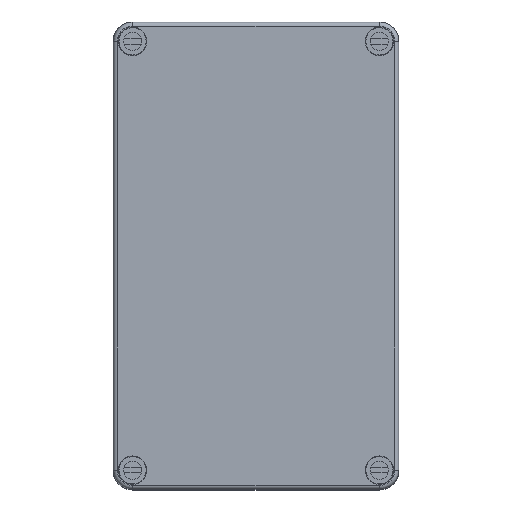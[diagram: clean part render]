
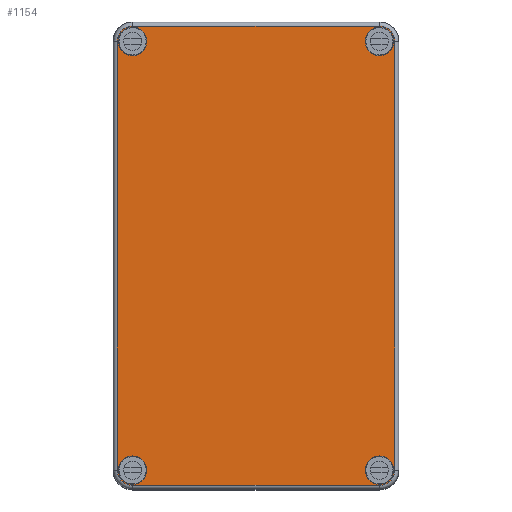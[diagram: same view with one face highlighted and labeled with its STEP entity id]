
A CAD part, top view. The second image highlights one B-rep face of the part: STEP entity #1154.
In plain terms, the highlighted planar face has unit normal (0, 0, 1).
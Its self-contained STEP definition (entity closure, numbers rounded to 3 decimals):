
#1154 = ADVANCED_FACE( '', ( #2549, #2550, #2551, #2552, #2553 ), #2554, .F. );
#2549 = FACE_BOUND( '', #4204, .T. );
#2550 = FACE_BOUND( '', #4205, .T. );
#2551 = FACE_BOUND( '', #4206, .T. );
#2552 = FACE_BOUND( '', #4207, .T. );
#2553 = FACE_OUTER_BOUND( '', #4208, .T. );
#2554 = PLANE( '', #4209 );
#4204 = EDGE_LOOP( '', ( #7421 ) );
#4205 = EDGE_LOOP( '', ( #7422 ) );
#4206 = EDGE_LOOP( '', ( #7423 ) );
#4207 = EDGE_LOOP( '', ( #7424 ) );
#4208 = EDGE_LOOP( '', ( #7425, #7426, #7427, #7428, #7429, #7430, #7431, #7432 ) );
#4209 = AXIS2_PLACEMENT_3D( '', #7433, #7434, #7435 );
#7421 = ORIENTED_EDGE( '', *, *, #10267, .F. );
#7422 = ORIENTED_EDGE( '', *, *, #10664, .F. );
#7423 = ORIENTED_EDGE( '', *, *, #10665, .F. );
#7424 = ORIENTED_EDGE( '', *, *, #9893, .F. );
#7425 = ORIENTED_EDGE( '', *, *, #10476, .T. );
#7426 = ORIENTED_EDGE( '', *, *, #10134, .F. );
#7427 = ORIENTED_EDGE( '', *, *, #10532, .T. );
#7428 = ORIENTED_EDGE( '', *, *, #10254, .T. );
#7429 = ORIENTED_EDGE( '', *, *, #10666, .F. );
#7430 = ORIENTED_EDGE( '', *, *, #10545, .T. );
#7431 = ORIENTED_EDGE( '', *, *, #9828, .F. );
#7432 = ORIENTED_EDGE( '', *, *, #10251, .F. );
#7433 = CARTESIAN_POINT( '', ( -53.356, 82.5, 18. ) );
#7434 = DIRECTION( '', ( 0., 0., -1. ) );
#7435 = DIRECTION( '', ( -1., 0., 0. ) );
#9828 = EDGE_CURVE( '', #11880, #11882, #11883, .T. );
#9893 = EDGE_CURVE( '', #11993, #11993, #11994, .T. );
#10134 = EDGE_CURVE( '', #12379, #12375, #12381, .T. );
#10251 = EDGE_CURVE( '', #12546, #11880, #12548, .T. );
#10254 = EDGE_CURVE( '', #12552, #12550, #12553, .T. );
#10267 = EDGE_CURVE( '', #12570, #12570, #12571, .T. );
#10476 = EDGE_CURVE( '', #12546, #12375, #12884, .T. );
#10532 = EDGE_CURVE( '', #12379, #12552, #12961, .T. );
#10545 = EDGE_CURVE( '', #12977, #11882, #12978, .T. );
#10664 = EDGE_CURVE( '', #13131, #13131, #13132, .T. );
#10665 = EDGE_CURVE( '', #13133, #13133, #13134, .T. );
#10666 = EDGE_CURVE( '', #12977, #12550, #13135, .T. );
#11880 = VERTEX_POINT( '', #14709 );
#11882 = VERTEX_POINT( '', #14711 );
#11883 = CIRCLE( '', #14712, 5.856 );
#11993 = VERTEX_POINT( '', #14862 );
#11994 = CIRCLE( '', #14863, 5.5 );
#12375 = VERTEX_POINT( '', #15377 );
#12379 = VERTEX_POINT( '', #15382 );
#12381 = LINE( '', #15384, #15385 );
#12546 = VERTEX_POINT( '', #15600 );
#12548 = LINE( '', #15602, #15603 );
#12550 = VERTEX_POINT( '', #15605 );
#12552 = VERTEX_POINT( '', #15607 );
#12553 = LINE( '', #15608, #15609 );
#12570 = VERTEX_POINT( '', #15629 );
#12571 = CIRCLE( '', #15630, 5.5 );
#12884 = CIRCLE( '', #16091, 5.856 );
#12961 = CIRCLE( '', #16199, 5.856 );
#12977 = VERTEX_POINT( '', #16222 );
#12978 = LINE( '', #16223, #16224 );
#13131 = VERTEX_POINT( '', #16438 );
#13132 = CIRCLE( '', #16439, 5.5 );
#13133 = VERTEX_POINT( '', #16440 );
#13134 = CIRCLE( '', #16441, 5.5 );
#13135 = CIRCLE( '', #16442, 5.856 );
#14709 = CARTESIAN_POINT( '', ( -47.5, -88.356, 18. ) );
#14711 = CARTESIAN_POINT( '', ( -53.356, -82.5, 18. ) );
#14712 = AXIS2_PLACEMENT_3D( '', #17783, #17784, #17785 );
#14862 = CARTESIAN_POINT( '', ( 53., 82.5, 18. ) );
#14863 = AXIS2_PLACEMENT_3D( '', #17856, #17857, #17858 );
#15377 = CARTESIAN_POINT( '', ( 53.356, -82.5, 18. ) );
#15382 = CARTESIAN_POINT( '', ( 53.356, 82.5, 18. ) );
#15384 = CARTESIAN_POINT( '', ( 53.356, 82.5, 18. ) );
#15385 = VECTOR( '', #18185, 1000. );
#15600 = CARTESIAN_POINT( '', ( 47.5, -88.356, 18. ) );
#15602 = CARTESIAN_POINT( '', ( 47.5, -88.356, 18. ) );
#15603 = VECTOR( '', #18341, 1000. );
#15605 = CARTESIAN_POINT( '', ( -47.5, 88.356, 18. ) );
#15607 = CARTESIAN_POINT( '', ( 47.5, 88.356, 18. ) );
#15608 = CARTESIAN_POINT( '', ( 47.5, 88.356, 18. ) );
#15609 = VECTOR( '', #18345, 1000. );
#15629 = CARTESIAN_POINT( '', ( -42., -82.5, 18. ) );
#15630 = AXIS2_PLACEMENT_3D( '', #18364, #18365, #18366 );
#16091 = AXIS2_PLACEMENT_3D( '', #18614, #18615, #18616 );
#16199 = AXIS2_PLACEMENT_3D( '', #18675, #18676, #18677 );
#16222 = CARTESIAN_POINT( '', ( -53.356, 82.5, 18. ) );
#16223 = CARTESIAN_POINT( '', ( -53.356, 82.5, 18. ) );
#16224 = VECTOR( '', #18688, 1000. );
#16438 = CARTESIAN_POINT( '', ( 53., -82.5, 18. ) );
#16439 = AXIS2_PLACEMENT_3D( '', #18807, #18808, #18809 );
#16440 = CARTESIAN_POINT( '', ( -42., 82.5, 18. ) );
#16441 = AXIS2_PLACEMENT_3D( '', #18810, #18811, #18812 );
#16442 = AXIS2_PLACEMENT_3D( '', #18813, #18814, #18815 );
#17783 = CARTESIAN_POINT( '', ( -47.5, -82.5, 18. ) );
#17784 = DIRECTION( '', ( 0., 0., -1. ) );
#17785 = DIRECTION( '', ( -1., 0., 0. ) );
#17856 = CARTESIAN_POINT( '', ( 47.5, 82.5, 18. ) );
#17857 = DIRECTION( '', ( 0., 0., 1. ) );
#17858 = DIRECTION( '', ( 1., 0., 0. ) );
#18185 = DIRECTION( '', ( 0., -1., 0. ) );
#18341 = DIRECTION( '', ( -1., 0., 0. ) );
#18345 = DIRECTION( '', ( -1., 0., 0. ) );
#18364 = CARTESIAN_POINT( '', ( -47.5, -82.5, 18. ) );
#18365 = DIRECTION( '', ( 0., 0., 1. ) );
#18366 = DIRECTION( '', ( 1., 0., 0. ) );
#18614 = CARTESIAN_POINT( '', ( 47.5, -82.5, 18. ) );
#18615 = DIRECTION( '', ( 0., 0., 1. ) );
#18616 = DIRECTION( '', ( 1., 0., 0. ) );
#18675 = CARTESIAN_POINT( '', ( 47.5, 82.5, 18. ) );
#18676 = DIRECTION( '', ( 0., 0., 1. ) );
#18677 = DIRECTION( '', ( 1., 0., 0. ) );
#18688 = DIRECTION( '', ( 0., -1., 0. ) );
#18807 = CARTESIAN_POINT( '', ( 47.5, -82.5, 18. ) );
#18808 = DIRECTION( '', ( 0., 0., 1. ) );
#18809 = DIRECTION( '', ( 1., 0., 0. ) );
#18810 = CARTESIAN_POINT( '', ( -47.5, 82.5, 18. ) );
#18811 = DIRECTION( '', ( 0., 0., 1. ) );
#18812 = DIRECTION( '', ( 1., 0., 0. ) );
#18813 = CARTESIAN_POINT( '', ( -47.5, 82.5, 18. ) );
#18814 = DIRECTION( '', ( 0., 0., -1. ) );
#18815 = DIRECTION( '', ( -1., 0., 0. ) );
